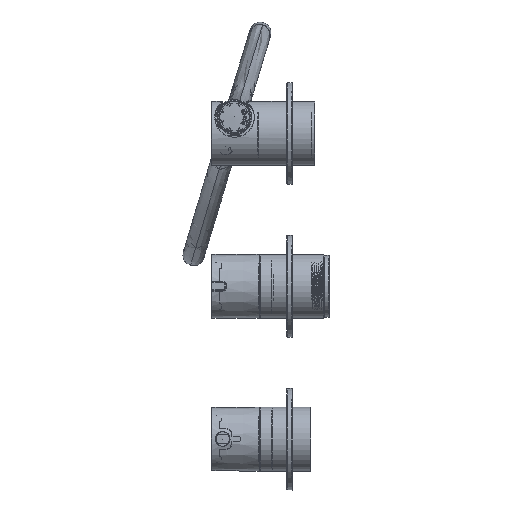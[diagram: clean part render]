
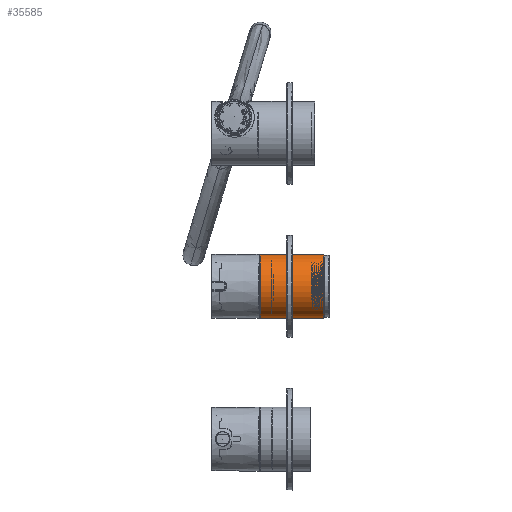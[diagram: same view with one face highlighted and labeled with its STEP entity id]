
A CAD part, top view. The second image highlights one B-rep face of the part: STEP entity #35585.
In plain terms, the highlighted cylindrical face has radius 22 mm (diameter 44 mm), a full revolution.
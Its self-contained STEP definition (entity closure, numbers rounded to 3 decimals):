
#5451=CIRCLE('',#43620,22.);
#5452=CIRCLE('',#43622,22.);
#12196=ORIENTED_EDGE('',*,*,#20020,.F.);
#12197=ORIENTED_EDGE('',*,*,#20021,.T.);
#20020=EDGE_CURVE('',#24419,#24419,#5451,.T.);
#20021=EDGE_CURVE('',#24420,#24420,#5452,.T.);
#24419=VERTEX_POINT('',#82750);
#24420=VERTEX_POINT('',#82753);
#29624=EDGE_LOOP('',(#12196));
#29625=EDGE_LOOP('',(#12197));
#32533=FACE_BOUND('',#29624,.T.);
#32534=FACE_BOUND('',#29625,.T.);
#34105=CYLINDRICAL_SURFACE('',#43621,22.);
#35585=ADVANCED_FACE('',(#32533,#32534),#34105,.T.);
#43620=AXIS2_PLACEMENT_3D('',#82749,#49790,#49791);
#43621=AXIS2_PLACEMENT_3D('',#82751,#49792,#49793);
#43622=AXIS2_PLACEMENT_3D('',#82752,#49794,#49795);
#49790=DIRECTION('',(0.,0.,1.));
#49791=DIRECTION('',(0.,1.,0.));
#49792=DIRECTION('',(0.,0.,1.));
#49793=DIRECTION('',(0.,-1.,0.));
#49794=DIRECTION('',(0.,0.,1.));
#49795=DIRECTION('',(0.,1.,0.));
#82749=CARTESIAN_POINT('',(0.,0.,47.4));
#82750=CARTESIAN_POINT('',(0.,22.,47.4));
#82751=CARTESIAN_POINT('',(0.,0.,0.));
#82752=CARTESIAN_POINT('',(0.,0.,3.75));
#82753=CARTESIAN_POINT('',(0.,22.,3.75));
